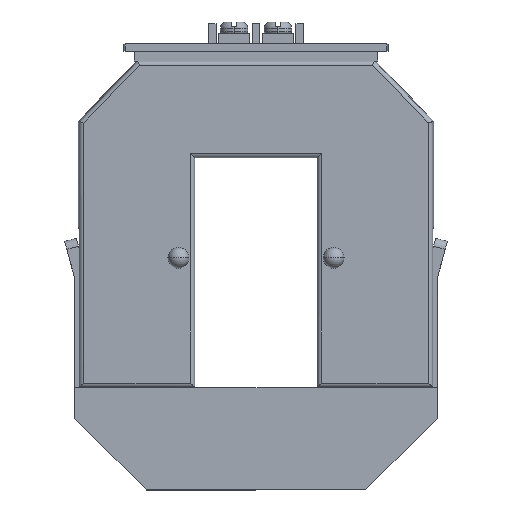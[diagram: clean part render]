
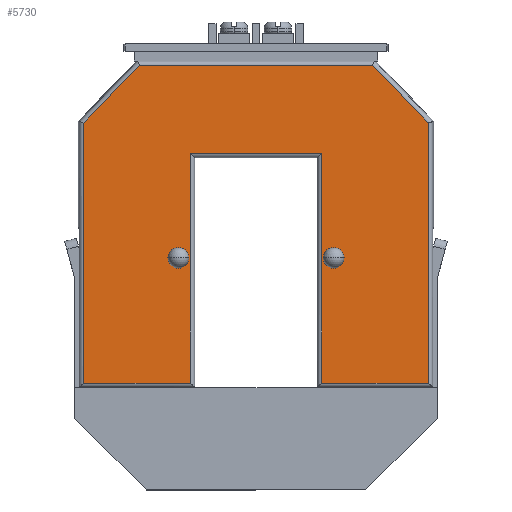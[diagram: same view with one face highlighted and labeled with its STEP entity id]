
A CAD part, top view. The second image highlights one B-rep face of the part: STEP entity #5730.
In plain terms, the highlighted planar face has unit normal (0, 0, 1).
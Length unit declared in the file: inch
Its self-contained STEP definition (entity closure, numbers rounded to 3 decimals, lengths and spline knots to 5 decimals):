
#35 = DIRECTION ( 'NONE',  ( -0.695, 0.719, 0. ) ) ;
#83 = PLANE ( 'NONE',  #6273 ) ;
#100 = VERTEX_POINT ( 'NONE', #6844 ) ;
#129 = VERTEX_POINT ( 'NONE', #389 ) ;
#143 = EDGE_CURVE ( 'NONE', #711, #1328, #2578, .T. ) ;
#218 = CARTESIAN_POINT ( 'NONE',  ( -1.14161, 1.5348, 0.58465 ) ) ;
#297 = EDGE_LOOP ( 'NONE', ( #4381, #5653, #4511 ) ) ;
#336 = EDGE_CURVE ( 'NONE', #6430, #129, #1077, .T. ) ;
#341 = FACE_BOUND ( 'NONE', #3479, .T. ) ;
#344 = LINE ( 'NONE', #745, #5950 ) ;
#389 = CARTESIAN_POINT ( 'NONE',  ( 0.64902, -0.32638, 0.58465 ) ) ;
#498 = CARTESIAN_POINT ( 'NONE',  ( -1.66514, 0., 0.58465 ) ) ;
#499 = DIRECTION ( 'NONE',  ( 0., 1., 0. ) ) ;
#515 = FACE_OUTER_BOUND ( 'NONE', #5009, .T. ) ;
#550 = ORIENTED_EDGE ( 'NONE', *, *, #3670, .T. ) ;
#557 = CARTESIAN_POINT ( 'NONE',  ( 1.12559, 1.5348, 0.58465 ) ) ;
#640 = CARTESIAN_POINT ( 'NONE',  ( -0.74941, -0.32638, 0.58465 ) ) ;
#711 = VERTEX_POINT ( 'NONE', #3315 ) ;
#733 = LINE ( 'NONE', #5525, #3419 ) ;
#745 = CARTESIAN_POINT ( 'NONE',  ( 0.59252, 0.68173, 0.58465 ) ) ;
#948 = VECTOR ( 'NONE', #3996, 39.37008 ) ;
#971 = DIRECTION ( 'NONE',  ( 1., 0., 0. ) ) ;
#1034 = VERTEX_POINT ( 'NONE', #4626 ) ;
#1057 = CARTESIAN_POINT ( 'NONE',  ( 1.66514, 0., 0.58465 ) ) ;
#1077 = CIRCLE ( 'NONE', #2865, 0.10039 ) ;
#1092 = EDGE_CURVE ( 'NONE', #4446, #2257, #6075, .T. ) ;
#1171 = VECTOR ( 'NONE', #971, 39.37008 ) ;
#1185 = DIRECTION ( 'NONE',  ( 0., 0., 1. ) ) ;
#1199 = DIRECTION ( 'NONE',  ( 1., 0., 0. ) ) ;
#1251 = EDGE_CURVE ( 'NONE', #100, #2472, #3765, .T. ) ;
#1281 = EDGE_CURVE ( 'NONE', #5457, #2272, #733, .T. ) ;
#1328 = VERTEX_POINT ( 'NONE', #3918 ) ;
#1393 = ORIENTED_EDGE ( 'NONE', *, *, #1092, .T. ) ;
#1402 = LINE ( 'NONE', #7003, #3909 ) ;
#1622 = DIRECTION ( 'NONE',  ( 0., -1., 0. ) ) ;
#1629 = VECTOR ( 'NONE', #3176, 39.37008 ) ;
#1781 = CARTESIAN_POINT ( 'NONE',  ( 0.63252, 0.68173, 0.58465 ) ) ;
#1807 = CIRCLE ( 'NONE', #4773, 0.10039 ) ;
#1852 = AXIS2_PLACEMENT_3D ( 'NONE', #640, #4427, #1199 ) ;
#1858 = ORIENTED_EDGE ( 'NONE', *, *, #5913, .T. ) ;
#1868 = CARTESIAN_POINT ( 'NONE',  ( 0.74941, -0.42677, 0.58465 ) ) ;
#1900 = CARTESIAN_POINT ( 'NONE',  ( -0.74941, -2.56457, 0.58465 ) ) ;
#1911 = CARTESIAN_POINT ( 'NONE',  ( 1.66514, -1.5348, 0.58465 ) ) ;
#1985 = VECTOR ( 'NONE', #3575, 39.37008 ) ;
#2056 = CARTESIAN_POINT ( 'NONE',  ( -0.74941, -0.22598, 0.58465 ) ) ;
#2094 = VECTOR ( 'NONE', #499, 39.37008 ) ;
#2257 = VERTEX_POINT ( 'NONE', #6165 ) ;
#2272 = VERTEX_POINT ( 'NONE', #4008 ) ;
#2436 = DIRECTION ( 'NONE',  ( 0., 0., 1. ) ) ;
#2453 = VERTEX_POINT ( 'NONE', #3655 ) ;
#2472 = VERTEX_POINT ( 'NONE', #2056 ) ;
#2578 = LINE ( 'NONE', #6332, #1171 ) ;
#2841 = ORIENTED_EDGE ( 'NONE', *, *, #1251, .F. ) ;
#2865 = AXIS2_PLACEMENT_3D ( 'NONE', #5705, #2436, #6233 ) ;
#2887 = EDGE_CURVE ( 'NONE', #1328, #2453, #3225, .T. ) ;
#2924 = EDGE_CURVE ( 'NONE', #129, #3968, #1807, .T. ) ;
#3076 = DIRECTION ( 'NONE',  ( 0., 0., 1. ) ) ;
#3080 = EDGE_CURVE ( 'NONE', #6835, #1034, #1402, .T. ) ;
#3111 = EDGE_CURVE ( 'NONE', #2257, #5620, #6119, .T. ) ;
#3176 = DIRECTION ( 'NONE',  ( 0., -1., 0. ) ) ;
#3221 = VECTOR ( 'NONE', #35, 39.37008 ) ;
#3225 = LINE ( 'NONE', #6829, #1985 ) ;
#3257 = EDGE_CURVE ( 'NONE', #100, #2472, #3823, .T. ) ;
#3298 = ORIENTED_EDGE ( 'NONE', *, *, #3257, .T. ) ;
#3315 = CARTESIAN_POINT ( 'NONE',  ( -1.66514, -1.5348, 0.58465 ) ) ;
#3419 = VECTOR ( 'NONE', #6068, 39.37008 ) ;
#3451 = LINE ( 'NONE', #218, #948 ) ;
#3479 = EDGE_LOOP ( 'NONE', ( #2841, #3298 ) ) ;
#3486 = ORIENTED_EDGE ( 'NONE', *, *, #3111, .T. ) ;
#3575 = DIRECTION ( 'NONE',  ( 0., 1., 0. ) ) ;
#3655 = CARTESIAN_POINT ( 'NONE',  ( -0.63252, 0.68173, 0.58465 ) ) ;
#3657 = VECTOR ( 'NONE', #4606, 39.37008 ) ;
#3670 = EDGE_CURVE ( 'NONE', #2272, #711, #4509, .T. ) ;
#3765 = CIRCLE ( 'NONE', #1852, 0.10039 ) ;
#3823 = LINE ( 'NONE', #1900, #3657 ) ;
#3909 = VECTOR ( 'NONE', #1622, 39.37008 ) ;
#3918 = CARTESIAN_POINT ( 'NONE',  ( -0.63252, -1.5348, 0.58465 ) ) ;
#3968 = VERTEX_POINT ( 'NONE', #1868 ) ;
#3996 = DIRECTION ( 'NONE',  ( -1., 0., 0. ) ) ;
#4008 = CARTESIAN_POINT ( 'NONE',  ( -1.66514, 0.97609, 0.58465 ) ) ;
#4064 = VECTOR ( 'NONE', #4609, 39.37008 ) ;
#4381 = ORIENTED_EDGE ( 'NONE', *, *, #5509, .F. ) ;
#4414 = CARTESIAN_POINT ( 'NONE',  ( 0., 0., 0.58465 ) ) ;
#4427 = DIRECTION ( 'NONE',  ( 0., 0., 1. ) ) ;
#4446 = VERTEX_POINT ( 'NONE', #1911 ) ;
#4509 = LINE ( 'NONE', #498, #1629 ) ;
#4511 = ORIENTED_EDGE ( 'NONE', *, *, #336, .F. ) ;
#4541 = DIRECTION ( 'NONE',  ( 1., 0., 0. ) ) ;
#4606 = DIRECTION ( 'NONE',  ( 0., 1., 0. ) ) ;
#4609 = DIRECTION ( 'NONE',  ( 1., 0., 0. ) ) ;
#4626 = CARTESIAN_POINT ( 'NONE',  ( 0.63252, -1.5348, 0.58465 ) ) ;
#4773 = AXIS2_PLACEMENT_3D ( 'NONE', #6338, #3076, #6877 ) ;
#4823 = ORIENTED_EDGE ( 'NONE', *, *, #2887, .T. ) ;
#4834 = ORIENTED_EDGE ( 'NONE', *, *, #143, .T. ) ;
#4969 = DIRECTION ( 'NONE',  ( 1., 0., 0. ) ) ;
#5009 = EDGE_LOOP ( 'NONE', ( #6087, #1393, #3486, #1858, #6982, #550, #4834, #4823, #6124, #6034 ) ) ;
#5142 = CARTESIAN_POINT ( 'NONE',  ( 0.74941, -0.22598, 0.58465 ) ) ;
#5362 = EDGE_CURVE ( 'NONE', #1034, #4446, #5528, .T. ) ;
#5436 = LINE ( 'NONE', #6409, #6183 ) ;
#5457 = VERTEX_POINT ( 'NONE', #6827 ) ;
#5509 = EDGE_CURVE ( 'NONE', #3968, #6430, #5436, .T. ) ;
#5525 = CARTESIAN_POINT ( 'NONE',  ( -1.34937, 1.30307, 0.58465 ) ) ;
#5528 = LINE ( 'NONE', #6749, #4064 ) ;
#5620 = VERTEX_POINT ( 'NONE', #557 ) ;
#5653 = ORIENTED_EDGE ( 'NONE', *, *, #2924, .F. ) ;
#5705 = CARTESIAN_POINT ( 'NONE',  ( 0.74941, -0.32638, 0.58465 ) ) ;
#5730 = ADVANCED_FACE ( 'NONE', ( #515, #5947, #341 ), #83, .T. ) ;
#5913 = EDGE_CURVE ( 'NONE', #5620, #5457, #3451, .T. ) ;
#5947 = FACE_BOUND ( 'NONE', #297, .T. ) ;
#5950 = VECTOR ( 'NONE', #4541, 39.37008 ) ;
#5992 = CARTESIAN_POINT ( 'NONE',  ( 1.34937, 1.30307, 0.58465 ) ) ;
#6034 = ORIENTED_EDGE ( 'NONE', *, *, #3080, .T. ) ;
#6068 = DIRECTION ( 'NONE',  ( -0.695, -0.719, 0. ) ) ;
#6075 = LINE ( 'NONE', #1057, #2094 ) ;
#6087 = ORIENTED_EDGE ( 'NONE', *, *, #5362, .T. ) ;
#6119 = LINE ( 'NONE', #5992, #3221 ) ;
#6124 = ORIENTED_EDGE ( 'NONE', *, *, #6406, .T. ) ;
#6165 = CARTESIAN_POINT ( 'NONE',  ( 1.66514, 0.97609, 0.58465 ) ) ;
#6183 = VECTOR ( 'NONE', #6922, 39.37008 ) ;
#6233 = DIRECTION ( 'NONE',  ( 1., 0., 0. ) ) ;
#6273 = AXIS2_PLACEMENT_3D ( 'NONE', #4414, #1185, #4969 ) ;
#6332 = CARTESIAN_POINT ( 'NONE',  ( -0.59252, -1.5348, 0.58465 ) ) ;
#6338 = CARTESIAN_POINT ( 'NONE',  ( 0.74941, -0.32638, 0.58465 ) ) ;
#6406 = EDGE_CURVE ( 'NONE', #2453, #6835, #344, .T. ) ;
#6409 = CARTESIAN_POINT ( 'NONE',  ( 0.74941, -1.5748, 0.58465 ) ) ;
#6430 = VERTEX_POINT ( 'NONE', #5142 ) ;
#6749 = CARTESIAN_POINT ( 'NONE',  ( 1.70444, -1.5348, 0.58465 ) ) ;
#6827 = CARTESIAN_POINT ( 'NONE',  ( -1.12559, 1.5348, 0.58465 ) ) ;
#6829 = CARTESIAN_POINT ( 'NONE',  ( -0.63252, 0.64173, 0.58465 ) ) ;
#6835 = VERTEX_POINT ( 'NONE', #1781 ) ;
#6844 = CARTESIAN_POINT ( 'NONE',  ( -0.74941, -0.42677, 0.58465 ) ) ;
#6877 = DIRECTION ( 'NONE',  ( 1., 0., 0. ) ) ;
#6922 = DIRECTION ( 'NONE',  ( 0., 1., 0. ) ) ;
#6982 = ORIENTED_EDGE ( 'NONE', *, *, #1281, .T. ) ;
#7003 = CARTESIAN_POINT ( 'NONE',  ( 0.63252, -1.5748, 0.58465 ) ) ;
